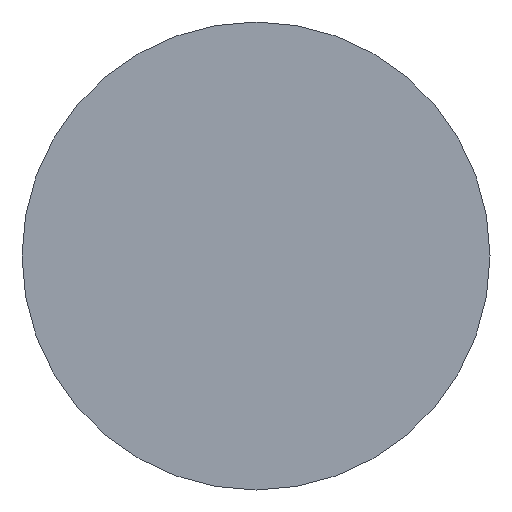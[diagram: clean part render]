
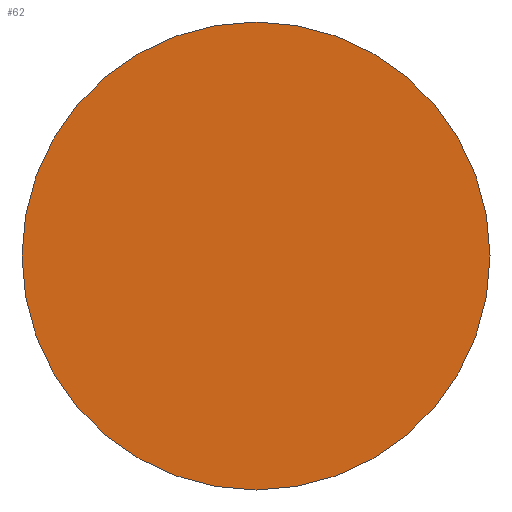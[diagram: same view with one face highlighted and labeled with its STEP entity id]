
A CAD part, left-side view. The second image highlights one B-rep face of the part: STEP entity #62.
In plain terms, the highlighted planar face has unit normal (-1, 0, 0).
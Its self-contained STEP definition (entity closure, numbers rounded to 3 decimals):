
#45=FACE_OUTER_BOUND('',#95,.T.);
#53=CIRCLE('',#217,5.);
#62=ADVANCED_FACE('',(#45),#73,.F.);
#73=PLANE('',#222);
#95=EDGE_LOOP('',(#127));
#127=ORIENTED_EDGE('',*,*,#175,.F.);
#160=VERTEX_POINT('',#314);
#175=EDGE_CURVE('',#160,#160,#53,.T.);
#217=AXIS2_PLACEMENT_3D('',#313,#252,#253);
#222=AXIS2_PLACEMENT_3D('',#319,#262,#263);
#252=DIRECTION('',(1.,0.,0.));
#253=DIRECTION('',(0.,1.,0.));
#262=DIRECTION('',(1.,0.,0.));
#263=DIRECTION('',(0.,0.,-1.));
#313=CARTESIAN_POINT('',(-200.,0.,0.));
#314=CARTESIAN_POINT('',(-200.,5.,0.));
#319=CARTESIAN_POINT('',(-200.,0.,0.));
